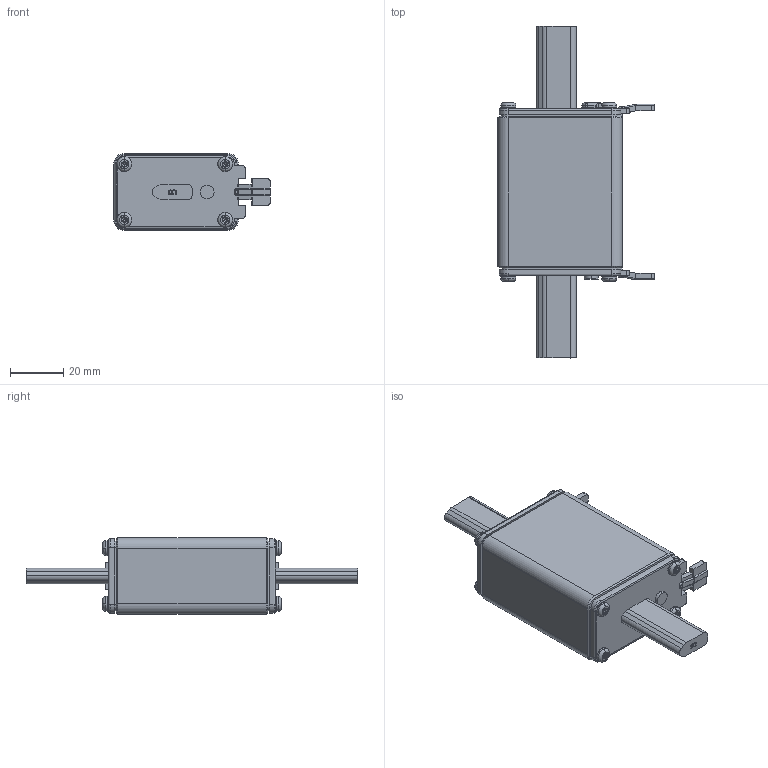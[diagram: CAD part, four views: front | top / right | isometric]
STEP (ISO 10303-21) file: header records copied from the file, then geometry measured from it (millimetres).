
FILE_DESCRIPTION (( 'STEP AP203' ), '1' );
FILE_NAME ('6-160A_NH_0B_STEP.STEP', '2017-12-07T11:45:57', ( '' ), ( '' ), 'SwSTEP 2.0', 'SolidWorks 2013', '' );
FILE_SCHEMA (( 'CONFIG_CONTROL_DESIGN' ));
Length unit declared in the file: millimetre
Products named in the file (1): 6-160A_NH_0B_STEP
Bounding box: 59 x 125.05 x 29 mm (x, y, z)
Volume: 90429.2 mm3; surface area: 16122.6 mm2
Topology: 1 solids, 1 shells, 856 faces, 2247 edges, 1281 vertices
Faces by surface type: cylinder 272, plane 196, bspline 176, cone 160, torus 46, sphere 6
Entity records: 29331 total; most frequent: CARTESIAN_POINT 9631, ORIENTED_EDGE 4286, DIRECTION 3828, EDGE_CURVE 2143, AXIS2_PLACEMENT_3D 1418, VERTEX_POINT 1281, LINE 992, VECTOR 992
